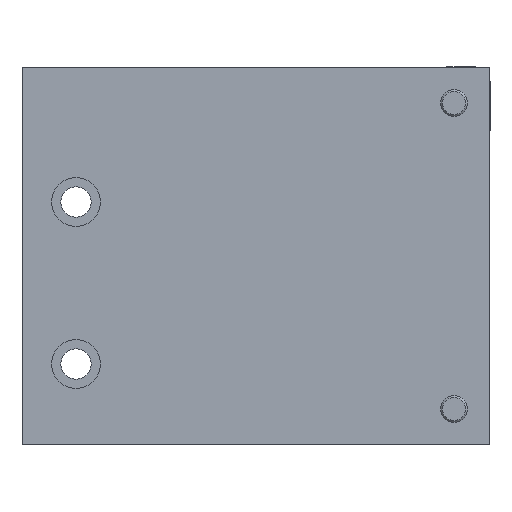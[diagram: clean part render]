
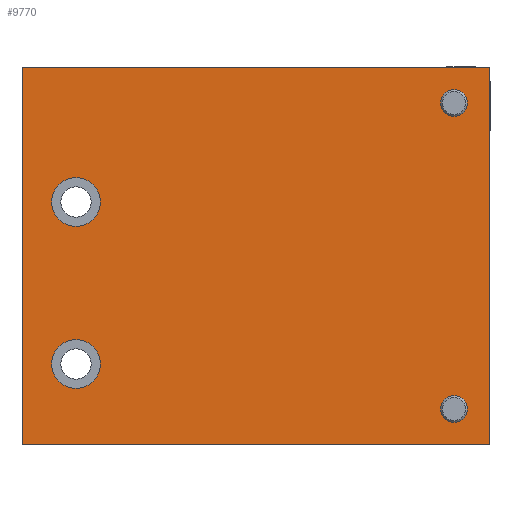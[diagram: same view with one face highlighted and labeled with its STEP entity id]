
A CAD part, left-side view. The second image highlights one B-rep face of the part: STEP entity #9770.
In plain terms, the highlighted face is planar.
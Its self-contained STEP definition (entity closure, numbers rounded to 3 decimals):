
#510=LINE($,#13928,#974);
#554=LINE($,#14065,#1018);
#556=LINE($,#14068,#1020);
#557=LINE($,#14070,#1021);
#974=VECTOR($,#11373,105.);
#1018=VECTOR($,#11511,105.);
#1020=VECTOR($,#11515,130.);
#1021=VECTOR($,#11518,130.);
#1601=FACE_BOUND($,#2589,.T.);
#1602=FACE_BOUND($,#2590,.T.);
#1603=FACE_BOUND($,#2591,.T.);
#1604=FACE_BOUND($,#2592,.T.);
#1605=FACE_BOUND($,#2593,.T.);
#1733=PLANE($,#10384);
#2589=EDGE_LOOP($,(#6679));
#2590=EDGE_LOOP($,(#6680));
#2591=EDGE_LOOP($,(#6681));
#2592=EDGE_LOOP($,(#6682));
#2593=EDGE_LOOP($,(#6683,#6684,#6685,#6686));
#3220=CIRCLE($,#10338,3.75);
#3222=CIRCLE($,#10341,3.75);
#3226=CIRCLE($,#10347,6.75);
#3230=CIRCLE($,#10354,6.75);
#3924=VERTEX_POINT($,#13925);
#3925=VERTEX_POINT($,#13927);
#3931=VERTEX_POINT($,#13943);
#3933=VERTEX_POINT($,#13948);
#3937=VERTEX_POINT($,#13958);
#3941=VERTEX_POINT($,#13969);
#3970=VERTEX_POINT($,#14062);
#3971=VERTEX_POINT($,#14064);
#4985=EDGE_CURVE($,#3924,#3925,#510,.T.);
#4993=EDGE_CURVE($,#3931,#3931,#3220,.T.);
#4995=EDGE_CURVE($,#3933,#3933,#3222,.T.);
#4999=EDGE_CURVE($,#3937,#3937,#3226,.T.);
#5003=EDGE_CURVE($,#3941,#3941,#3230,.T.);
#5049=EDGE_CURVE($,#3970,#3971,#554,.T.);
#5051=EDGE_CURVE($,#3971,#3924,#556,.T.);
#5052=EDGE_CURVE($,#3925,#3970,#557,.T.);
#6679=ORIENTED_EDGE($,*,*,#4993,.T.);
#6680=ORIENTED_EDGE($,*,*,#4995,.T.);
#6681=ORIENTED_EDGE($,*,*,#4999,.T.);
#6682=ORIENTED_EDGE($,*,*,#5003,.T.);
#6683=ORIENTED_EDGE($,*,*,#5052,.F.);
#6684=ORIENTED_EDGE($,*,*,#4985,.F.);
#6685=ORIENTED_EDGE($,*,*,#5051,.F.);
#6686=ORIENTED_EDGE($,*,*,#5049,.F.);
#9770=ADVANCED_FACE($,(#1601,#1602,#1603,#1604,#1605),#1733,.F.);
#10338=AXIS2_PLACEMENT_3D($,#13944,#11386,#11387);
#10341=AXIS2_PLACEMENT_3D($,#13949,#11392,#11393);
#10347=AXIS2_PLACEMENT_3D($,#13959,#11404,#11405);
#10354=AXIS2_PLACEMENT_3D($,#13970,#11418,#11419);
#10384=AXIS2_PLACEMENT_3D($,#14071,#11519,#11520);
#11373=DIRECTION($,(0.,-1.,0.));
#11386=DIRECTION('center_axis',(0.,0.,1.));
#11387=DIRECTION('ref_axis',(-1.,0.,0.));
#11392=DIRECTION('center_axis',(0.,0.,1.));
#11393=DIRECTION('ref_axis',(-1.,0.,0.));
#11404=DIRECTION('center_axis',(0.,0.,1.));
#11405=DIRECTION('ref_axis',(-1.,0.,0.));
#11418=DIRECTION('center_axis',(0.,0.,1.));
#11419=DIRECTION('ref_axis',(-1.,0.,0.));
#11511=DIRECTION($,(0.,1.,0.));
#11515=DIRECTION($,(-1.,0.,0.));
#11518=DIRECTION($,(1.,0.,0.));
#11519=DIRECTION('center_axis',(0.,0.,1.));
#11520=DIRECTION('ref_axis',(1.,0.,0.));
#13925=CARTESIAN_POINT('',(0.,105.,0.));
#13927=CARTESIAN_POINT('',(0.,0.,0.));
#13928=CARTESIAN_POINT($,(0.,105.,0.));
#13943=CARTESIAN_POINT('',(6.25,10.,0.));
#13944=CARTESIAN_POINT('Origin',(10.,10.,0.));
#13948=CARTESIAN_POINT('',(6.25,95.,0.));
#13949=CARTESIAN_POINT('Origin',(10.,95.,0.));
#13958=CARTESIAN_POINT('',(108.25,67.5,0.));
#13959=CARTESIAN_POINT('Origin',(115.,67.5,0.));
#13969=CARTESIAN_POINT('',(108.25,22.5,0.));
#13970=CARTESIAN_POINT('Origin',(115.,22.5,0.));
#14062=CARTESIAN_POINT('',(130.,0.,0.));
#14064=CARTESIAN_POINT('',(130.,105.,0.));
#14065=CARTESIAN_POINT($,(130.,0.,0.));
#14068=CARTESIAN_POINT($,(130.,105.,0.));
#14070=CARTESIAN_POINT($,(0.,0.,0.));
#14071=CARTESIAN_POINT('Origin',(65.,52.5,0.));
